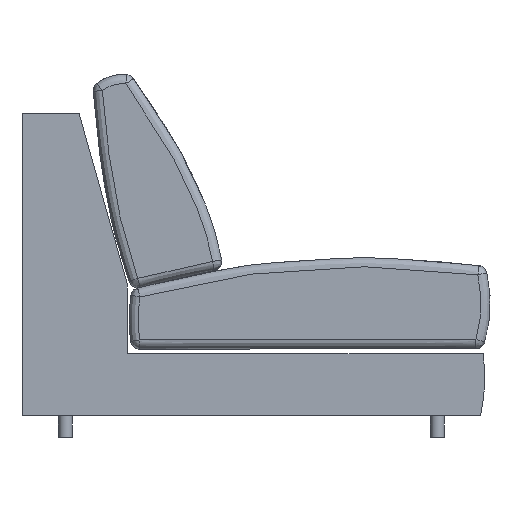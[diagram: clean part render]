
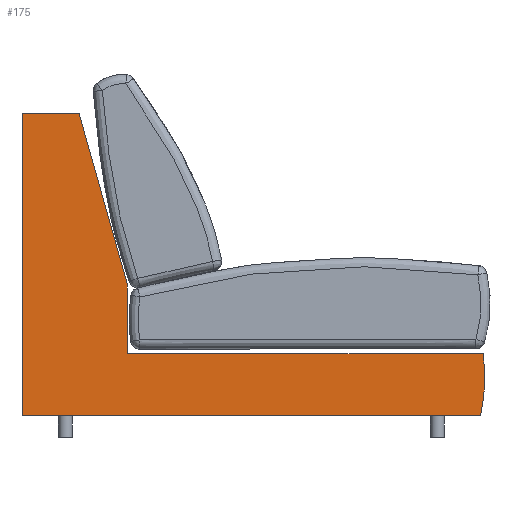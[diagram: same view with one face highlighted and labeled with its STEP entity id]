
A CAD part, left-side view. The second image highlights one B-rep face of the part: STEP entity #175.
In plain terms, the highlighted free-form (B-spline) face has degree [1, 1] with [2, 2] control points.
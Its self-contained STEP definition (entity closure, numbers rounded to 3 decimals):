
#19=B_SPLINE_CURVE_WITH_KNOTS($,1,(#4858,#4859),.UNSPECIFIED.,.F.,.F.,(2,
2),(-137.791,-136.791),.UNSPECIFIED.);
#23=B_SPLINE_CURVE_WITH_KNOTS($,1,(#4866,#4867),.UNSPECIFIED.,.F.,.F.,(2,
2),(127.399,128.399),.UNSPECIFIED.);
#24=B_SPLINE_CURVE_WITH_KNOTS($,1,(#4868,#4869),.UNSPECIFIED.,.F.,.F.,(2,
2),(126.399,127.399),.UNSPECIFIED.);
#25=B_SPLINE_CURVE_WITH_KNOTS($,1,(#4870,#4871),.UNSPECIFIED.,.F.,.F.,(2,
2),(2.,126.399),.UNSPECIFIED.);
#26=B_SPLINE_CURVE_WITH_KNOTS($,1,(#4872,#4873),.UNSPECIFIED.,.F.,.F.,(2,
2),(1.,2.),.UNSPECIFIED.);
#27=B_SPLINE_CURVE_WITH_KNOTS($,1,(#4874,#4875),.UNSPECIFIED.,.F.,.F.,(2,
2),(0.,1.),.UNSPECIFIED.);
#28=B_SPLINE_CURVE_WITH_KNOTS($,1,(#4879,#4880),.UNSPECIFIED.,.F.,.F.,(2,
2),(-136.791,-135.791),.UNSPECIFIED.);
#175=ADVANCED_FACE($,(#305),#1420,.T.);
#305=FACE_OUTER_BOUND($,#435,.T.);
#435=EDGE_LOOP($,(#861,#862,#863,#864,#865,#866,#867,#868));
#861=ORIENTED_EDGE($,*,*,#1137,.T.);
#862=ORIENTED_EDGE($,*,*,#1147,.T.);
#863=ORIENTED_EDGE($,*,*,#1146,.T.);
#864=ORIENTED_EDGE($,*,*,#1145,.T.);
#865=ORIENTED_EDGE($,*,*,#1144,.T.);
#866=ORIENTED_EDGE($,*,*,#1143,.T.);
#867=ORIENTED_EDGE($,*,*,#1142,.T.);
#868=ORIENTED_EDGE($,*,*,#1141,.T.);
#1137=EDGE_CURVE($,#1278,#1287,#19,.T.);
#1141=EDGE_CURVE($,#1281,#1278,#23,.T.);
#1142=EDGE_CURVE($,#1282,#1281,#24,.T.);
#1143=EDGE_CURVE($,#1283,#1282,#25,.T.);
#1144=EDGE_CURVE($,#1284,#1283,#26,.T.);
#1145=EDGE_CURVE($,#1285,#1284,#27,.T.);
#1146=EDGE_CURVE($,#1286,#1285,#1633,.T.);
#1147=EDGE_CURVE($,#1287,#1286,#28,.T.);
#1278=VERTEX_POINT($,#4952);
#1281=VERTEX_POINT($,#4955);
#1282=VERTEX_POINT($,#4956);
#1283=VERTEX_POINT($,#4957);
#1284=VERTEX_POINT($,#4958);
#1285=VERTEX_POINT($,#4959);
#1286=VERTEX_POINT($,#4960);
#1287=VERTEX_POINT($,#4961);
#1420=B_SPLINE_SURFACE_WITH_KNOTS($,1,1,((#4910,#4911),(#4912,#4913)),.UNSPECIFIED.,
.F.,.F.,.F.,(2,2),(2,2),(-784.635,230.),(-170.,490.004),
.UNSPECIFIED.);
#1633=(
BOUNDED_CURVE()
B_SPLINE_CURVE(2,(#4876,#4877,#4878),.UNSPECIFIED.,.F.,.F.)
B_SPLINE_CURVE_WITH_KNOTS((3,3),(-135.791,0.),
.UNSPECIFIED.)
CURVE()
GEOMETRIC_REPRESENTATION_ITEM()
RATIONAL_B_SPLINE_CURVE((1.,0.985,1.))
REPRESENTATION_ITEM($)
);
#4858=CARTESIAN_POINT($,(9692.122,-20132.136,170.));
#4859=CARTESIAN_POINT($,(9692.122,-20132.136,135.));
#4866=CARTESIAN_POINT($,(9692.122,-20132.136,285.));
#4867=CARTESIAN_POINT($,(9692.122,-20132.136,170.));
#4868=CARTESIAN_POINT($,(9692.122,-20026.554,660.));
#4869=CARTESIAN_POINT($,(9692.122,-20132.136,285.));
#4870=CARTESIAN_POINT($,(9692.122,-19902.155,660.004));
#4871=CARTESIAN_POINT($,(9692.122,-20026.554,660.));
#4872=CARTESIAN_POINT($,(9692.122,-19902.136,0.));
#4873=CARTESIAN_POINT($,(9692.122,-19902.155,660.004));
#4874=CARTESIAN_POINT($,(9692.122,-20902.136,0.));
#4875=CARTESIAN_POINT($,(9692.122,-19902.136,0.));
#4876=CARTESIAN_POINT($,(9692.122,-20908.162,135.));
#4877=CARTESIAN_POINT($,(9692.122,-20916.771,66.981));
#4878=CARTESIAN_POINT($,(9692.122,-20902.136,0.));
#4879=CARTESIAN_POINT($,(9692.122,-20132.136,135.));
#4880=CARTESIAN_POINT($,(9692.122,-20908.162,135.));
#4910=CARTESIAN_POINT($,(9692.122,-20916.771,0.));
#4911=CARTESIAN_POINT($,(9692.122,-20916.771,660.004));
#4912=CARTESIAN_POINT($,(9692.122,-19902.136,0.));
#4913=CARTESIAN_POINT($,(9692.122,-19902.136,660.004));
#4952=CARTESIAN_POINT($,(9692.122,-20132.136,170.));
#4955=CARTESIAN_POINT($,(9692.122,-20132.136,285.));
#4956=CARTESIAN_POINT($,(9692.122,-20026.554,660.));
#4957=CARTESIAN_POINT($,(9692.122,-19902.155,660.004));
#4958=CARTESIAN_POINT($,(9692.122,-19902.136,0.));
#4959=CARTESIAN_POINT($,(9692.122,-20902.136,0.));
#4960=CARTESIAN_POINT($,(9692.122,-20908.162,135.));
#4961=CARTESIAN_POINT($,(9692.122,-20132.136,135.));
